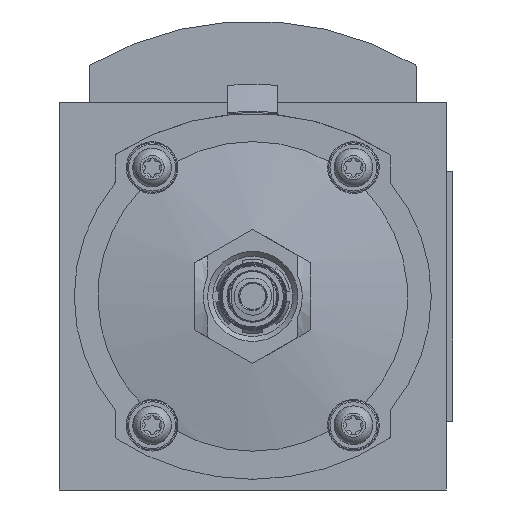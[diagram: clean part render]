
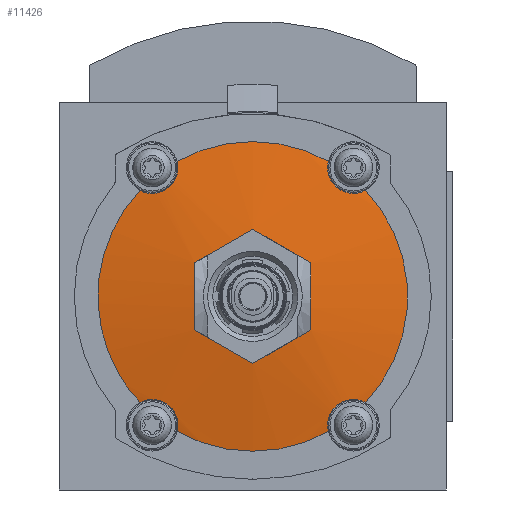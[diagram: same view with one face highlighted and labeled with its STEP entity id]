
A CAD part, front view. The second image highlights one B-rep face of the part: STEP entity #11426.
In plain terms, the highlighted spherical face has radius 160 mm.
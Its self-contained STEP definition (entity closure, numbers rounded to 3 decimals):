
#1928=B_SPLINE_CURVE_WITH_KNOTS('',3,(#16026,#16027,#16028,#16029,#16030,
#16031,#16032),.UNSPECIFIED.,.F.,.F.,(4,1,1,1,4),(0.,0.003,
0.007,0.01,0.014),
 .UNSPECIFIED.);
#1929=B_SPLINE_CURVE_WITH_KNOTS('',3,(#16036,#16037,#16038,#16039,#16040,
#16041,#16042),.UNSPECIFIED.,.F.,.F.,(4,1,1,1,4),(0.,0.003,
0.007,0.01,0.014),.UNSPECIFIED.);
#1930=B_SPLINE_CURVE_WITH_KNOTS('',3,(#16046,#16047,#16048,#16049,#16050,
#16051,#16052),.UNSPECIFIED.,.F.,.F.,(4,1,1,1,4),(0.,0.003,
0.007,0.01,0.014),
 .UNSPECIFIED.);
#1931=B_SPLINE_CURVE_WITH_KNOTS('',3,(#16056,#16057,#16058,#16059,#16060,
#16061,#16062),.UNSPECIFIED.,.F.,.F.,(4,1,1,1,4),(0.,0.003,
0.007,0.01,0.014),
 .UNSPECIFIED.);
#2219=ORIENTED_EDGE('',*,*,#4520,.F.);
#2220=ORIENTED_EDGE('',*,*,#4521,.T.);
#2221=ORIENTED_EDGE('',*,*,#4522,.F.);
#2222=ORIENTED_EDGE('',*,*,#4523,.T.);
#2223=ORIENTED_EDGE('',*,*,#4524,.F.);
#2224=ORIENTED_EDGE('',*,*,#4525,.T.);
#2225=ORIENTED_EDGE('',*,*,#4526,.F.);
#2226=ORIENTED_EDGE('',*,*,#4527,.T.);
#2227=ORIENTED_EDGE('',*,*,#4528,.F.);
#2228=ORIENTED_EDGE('',*,*,#4529,.F.);
#2229=ORIENTED_EDGE('',*,*,#4530,.F.);
#2230=ORIENTED_EDGE('',*,*,#4531,.F.);
#2231=ORIENTED_EDGE('',*,*,#4532,.F.);
#2232=ORIENTED_EDGE('',*,*,#4533,.F.);
#4520=EDGE_CURVE('',#5654,#5655,#6363,.T.);
#4521=EDGE_CURVE('',#5654,#5656,#1928,.T.);
#4522=EDGE_CURVE('',#5657,#5656,#6364,.T.);
#4523=EDGE_CURVE('',#5657,#5658,#1929,.T.);
#4524=EDGE_CURVE('',#5659,#5658,#6365,.T.);
#4525=EDGE_CURVE('',#5659,#5660,#1930,.T.);
#4526=EDGE_CURVE('',#5661,#5660,#6366,.T.);
#4527=EDGE_CURVE('',#5661,#5655,#1931,.T.);
#4528=EDGE_CURVE('',#5662,#5663,#6367,.F.);
#4529=EDGE_CURVE('',#5664,#5662,#6368,.F.);
#4530=EDGE_CURVE('',#5665,#5664,#6369,.F.);
#4531=EDGE_CURVE('',#5666,#5665,#6370,.F.);
#4532=EDGE_CURVE('',#5667,#5666,#6371,.F.);
#4533=EDGE_CURVE('',#5663,#5667,#6372,.F.);
#5654=VERTEX_POINT('',#16024);
#5655=VERTEX_POINT('',#16025);
#5656=VERTEX_POINT('',#16033);
#5657=VERTEX_POINT('',#16035);
#5658=VERTEX_POINT('',#16043);
#5659=VERTEX_POINT('',#16045);
#5660=VERTEX_POINT('',#16053);
#5661=VERTEX_POINT('',#16055);
#5662=VERTEX_POINT('',#16064);
#5663=VERTEX_POINT('',#16065);
#5664=VERTEX_POINT('',#16067);
#5665=VERTEX_POINT('',#16069);
#5666=VERTEX_POINT('',#16071);
#5667=VERTEX_POINT('',#16073);
#6363=CIRCLE('',#11995,35.989);
#6364=CIRCLE('',#11996,35.989);
#6365=CIRCLE('',#11997,35.989);
#6366=CIRCLE('',#11998,35.989);
#6367=CIRCLE('',#11999,159.429);
#6368=CIRCLE('',#12000,159.429);
#6369=CIRCLE('',#12001,159.429);
#6370=CIRCLE('',#12002,159.429);
#6371=CIRCLE('',#12003,159.429);
#6372=CIRCLE('',#12004,159.429);
#6784=EDGE_LOOP('',(#2219,#2220,#2221,#2222,#2223,#2224,#2225,#2226));
#6785=EDGE_LOOP('',(#2227,#2228,#2229,#2230,#2231,#2232));
#7418=FACE_BOUND('',#6784,.T.);
#7419=FACE_BOUND('',#6785,.T.);
#7993=SPHERICAL_SURFACE('',#11994,160.);
#11426=ADVANCED_FACE('',(#7418,#7419),#7993,.T.);
#11994=AXIS2_PLACEMENT_3D('',#16022,#13107,#13108);
#11995=AXIS2_PLACEMENT_3D('',#16023,#13109,#13110);
#11996=AXIS2_PLACEMENT_3D('',#16034,#13111,#13112);
#11997=AXIS2_PLACEMENT_3D('',#16044,#13113,#13114);
#11998=AXIS2_PLACEMENT_3D('',#16054,#13115,#13116);
#11999=AXIS2_PLACEMENT_3D('',#16063,#13117,#13118);
#12000=AXIS2_PLACEMENT_3D('',#16066,#13119,#13120);
#12001=AXIS2_PLACEMENT_3D('',#16068,#13121,#13122);
#12002=AXIS2_PLACEMENT_3D('',#16070,#13123,#13124);
#12003=AXIS2_PLACEMENT_3D('',#16072,#13125,#13126);
#12004=AXIS2_PLACEMENT_3D('',#16074,#13127,#13128);
#13107=DIRECTION('',(0.,-1.,0.));
#13108=DIRECTION('',(-1.,0.,0.));
#13109=DIRECTION('',(0.,1.,0.));
#13110=DIRECTION('',(0.,0.,1.));
#13111=DIRECTION('',(0.,1.,0.));
#13112=DIRECTION('',(0.,0.,1.));
#13113=DIRECTION('',(0.,1.,0.));
#13114=DIRECTION('',(0.,0.,1.));
#13115=DIRECTION('',(0.,1.,0.));
#13116=DIRECTION('',(0.,0.,1.));
#13117=DIRECTION('',(0.5,0.,0.866));
#13118=DIRECTION('',(0.866,0.,-0.5));
#13119=DIRECTION('',(1.,0.,0.));
#13120=DIRECTION('',(0.,0.,-1.));
#13121=DIRECTION('',(0.5,0.,-0.866));
#13122=DIRECTION('',(-0.866,0.,-0.5));
#13123=DIRECTION('',(-0.5,0.,-0.866));
#13124=DIRECTION('',(-0.866,0.,0.5));
#13125=DIRECTION('',(-1.,0.,0.));
#13126=DIRECTION('',(0.,0.,1.));
#13127=DIRECTION('',(-0.5,0.,0.866));
#13128=DIRECTION('',(0.866,0.,0.5));
#16022=CARTESIAN_POINT('',(0.,-162.6,0.));
#16023=CARTESIAN_POINT('',(0.,-318.5,0.));
#16024=CARTESIAN_POINT('',(26.22,-318.5,24.651));
#16025=CARTESIAN_POINT('',(26.22,-318.5,-24.651));
#16026=CARTESIAN_POINT('',(26.22,-318.5,24.651));
#16027=CARTESIAN_POINT('',(25.208,-318.756,24.111));
#16028=CARTESIAN_POINT('',(22.893,-319.195,23.624));
#16029=CARTESIAN_POINT('',(19.485,-319.453,24.936));
#16030=CARTESIAN_POINT('',(17.386,-319.196,27.922));
#16031=CARTESIAN_POINT('',(17.296,-318.756,30.292));
#16032=CARTESIAN_POINT('',(17.576,-318.5,31.405));
#16033=CARTESIAN_POINT('',(17.576,-318.5,31.405));
#16034=CARTESIAN_POINT('',(0.,-318.5,0.));
#16035=CARTESIAN_POINT('',(-17.576,-318.5,31.405));
#16036=CARTESIAN_POINT('',(-17.576,-318.5,31.405));
#16037=CARTESIAN_POINT('',(-17.296,-318.756,30.292));
#16038=CARTESIAN_POINT('',(-17.384,-319.195,27.929));
#16039=CARTESIAN_POINT('',(-19.481,-319.453,24.939));
#16040=CARTESIAN_POINT('',(-22.886,-319.196,23.624));
#16041=CARTESIAN_POINT('',(-25.208,-318.756,24.111));
#16042=CARTESIAN_POINT('',(-26.22,-318.5,24.651));
#16043=CARTESIAN_POINT('',(-26.22,-318.5,24.651));
#16044=CARTESIAN_POINT('',(0.,-318.5,0.));
#16045=CARTESIAN_POINT('',(-26.22,-318.5,-24.651));
#16046=CARTESIAN_POINT('',(-26.22,-318.5,-24.651));
#16047=CARTESIAN_POINT('',(-25.208,-318.756,-24.111));
#16048=CARTESIAN_POINT('',(-22.893,-319.195,-23.624));
#16049=CARTESIAN_POINT('',(-19.485,-319.453,-24.936));
#16050=CARTESIAN_POINT('',(-17.386,-319.196,-27.922));
#16051=CARTESIAN_POINT('',(-17.296,-318.756,-30.292));
#16052=CARTESIAN_POINT('',(-17.576,-318.5,-31.405));
#16053=CARTESIAN_POINT('',(-17.576,-318.5,-31.405));
#16054=CARTESIAN_POINT('',(0.,-318.5,0.));
#16055=CARTESIAN_POINT('',(17.576,-318.5,-31.405));
#16056=CARTESIAN_POINT('',(17.576,-318.5,-31.405));
#16057=CARTESIAN_POINT('',(17.296,-318.756,-30.292));
#16058=CARTESIAN_POINT('',(17.384,-319.195,-27.929));
#16059=CARTESIAN_POINT('',(19.481,-319.453,-24.939));
#16060=CARTESIAN_POINT('',(22.886,-319.196,-23.624));
#16061=CARTESIAN_POINT('',(25.208,-318.756,-24.111));
#16062=CARTESIAN_POINT('',(26.22,-318.5,-24.651));
#16063=CARTESIAN_POINT('',(6.75,-162.6,11.691));
#16064=CARTESIAN_POINT('',(13.5,-321.839,7.794));
#16065=CARTESIAN_POINT('',(0.,-321.839,15.588));
#16066=CARTESIAN_POINT('',(13.5,-162.6,0.));
#16067=CARTESIAN_POINT('',(13.5,-321.839,-7.794));
#16068=CARTESIAN_POINT('',(6.75,-162.6,-11.691));
#16069=CARTESIAN_POINT('',(0.,-321.839,-15.588));
#16070=CARTESIAN_POINT('',(-6.75,-162.6,-11.691));
#16071=CARTESIAN_POINT('',(-13.5,-321.839,-7.794));
#16072=CARTESIAN_POINT('',(-13.5,-162.6,0.));
#16073=CARTESIAN_POINT('',(-13.5,-321.839,7.794));
#16074=CARTESIAN_POINT('',(-6.75,-162.6,11.691));
